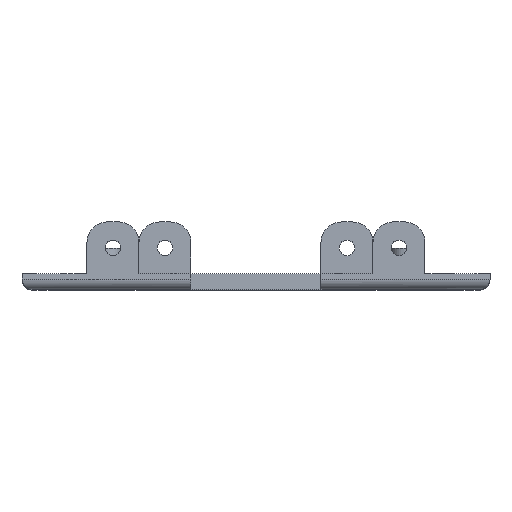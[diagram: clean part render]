
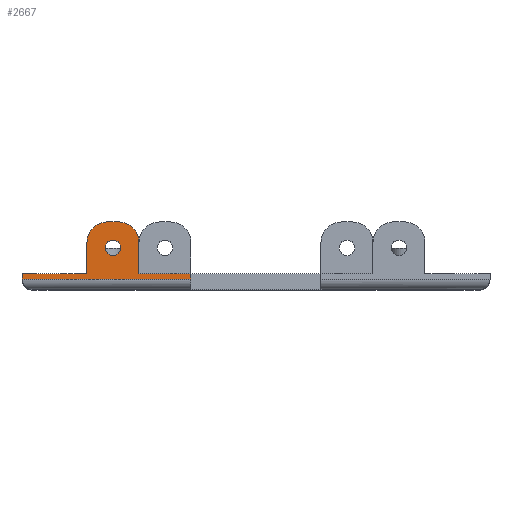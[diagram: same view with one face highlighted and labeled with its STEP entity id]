
A CAD part, top view. The second image highlights one B-rep face of the part: STEP entity #2667.
In plain terms, the highlighted planar face has unit normal (0, 0, 1).
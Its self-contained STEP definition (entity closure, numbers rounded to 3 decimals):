
#94=FACE_BOUND('',#296,.T.);
#146=FACE_OUTER_BOUND('',#295,.T.);
#295=EDGE_LOOP('',(#1801,#1802,#1803,#1804,#1805,#1806,#1807,#1808,#1809,
#1810));
#296=EDGE_LOOP('',(#1811));
#496=CIRCLE('',#2831,4.);
#497=CIRCLE('',#2832,4.);
#498=CIRCLE('',#2833,1.5);
#592=LINE('',#3858,#873);
#593=LINE('',#3860,#874);
#594=LINE('',#3862,#875);
#595=LINE('',#3866,#876);
#596=LINE('',#3870,#877);
#597=LINE('',#3872,#878);
#598=LINE('',#3874,#879);
#599=LINE('',#3875,#880);
#873=VECTOR('',#3081,10.);
#874=VECTOR('',#3082,10.);
#875=VECTOR('',#3083,10.);
#876=VECTOR('',#3086,10.);
#877=VECTOR('',#3089,10.);
#878=VECTOR('',#3090,10.);
#879=VECTOR('',#3091,10.);
#880=VECTOR('',#3092,10.);
#1154=VERTEX_POINT('',#3856);
#1155=VERTEX_POINT('',#3857);
#1156=VERTEX_POINT('',#3859);
#1157=VERTEX_POINT('',#3861);
#1158=VERTEX_POINT('',#3863);
#1159=VERTEX_POINT('',#3865);
#1160=VERTEX_POINT('',#3867);
#1161=VERTEX_POINT('',#3869);
#1162=VERTEX_POINT('',#3871);
#1163=VERTEX_POINT('',#3873);
#1164=VERTEX_POINT('',#3876);
#1410=EDGE_CURVE('',#1154,#1155,#592,.T.);
#1411=EDGE_CURVE('',#1156,#1155,#593,.T.);
#1412=EDGE_CURVE('',#1156,#1157,#594,.T.);
#1413=EDGE_CURVE('',#1158,#1157,#496,.T.);
#1414=EDGE_CURVE('',#1159,#1158,#595,.T.);
#1415=EDGE_CURVE('',#1160,#1159,#497,.T.);
#1416=EDGE_CURVE('',#1161,#1160,#596,.T.);
#1417=EDGE_CURVE('',#1162,#1161,#597,.T.);
#1418=EDGE_CURVE('',#1163,#1162,#598,.T.);
#1419=EDGE_CURVE('',#1154,#1163,#599,.T.);
#1420=EDGE_CURVE('',#1164,#1164,#498,.T.);
#1801=ORIENTED_EDGE('',*,*,#1410,.T.);
#1802=ORIENTED_EDGE('',*,*,#1411,.F.);
#1803=ORIENTED_EDGE('',*,*,#1412,.T.);
#1804=ORIENTED_EDGE('',*,*,#1413,.F.);
#1805=ORIENTED_EDGE('',*,*,#1414,.F.);
#1806=ORIENTED_EDGE('',*,*,#1415,.F.);
#1807=ORIENTED_EDGE('',*,*,#1416,.F.);
#1808=ORIENTED_EDGE('',*,*,#1417,.F.);
#1809=ORIENTED_EDGE('',*,*,#1418,.F.);
#1810=ORIENTED_EDGE('',*,*,#1419,.F.);
#1811=ORIENTED_EDGE('',*,*,#1420,.T.);
#2583=PLANE('',#2830);
#2667=ADVANCED_FACE('',(#146,#94),#2583,.T.);
#2830=AXIS2_PLACEMENT_3D('',#3855,#3079,#3080);
#2831=AXIS2_PLACEMENT_3D('',#3864,#3084,#3085);
#2832=AXIS2_PLACEMENT_3D('',#3868,#3087,#3088);
#2833=AXIS2_PLACEMENT_3D('',#3877,#3093,#3094);
#3079=DIRECTION('center_axis',(0.,0.,1.));
#3080=DIRECTION('ref_axis',(1.,0.,0.));
#3081=DIRECTION('',(0.,1.,0.));
#3082=DIRECTION('',(1.,0.,0.));
#3083=DIRECTION('',(0.,1.,0.));
#3084=DIRECTION('center_axis',(0.,0.,-1.));
#3085=DIRECTION('ref_axis',(0.707,0.707,0.));
#3086=DIRECTION('',(1.,0.,0.));
#3087=DIRECTION('center_axis',(0.,0.,-1.));
#3088=DIRECTION('ref_axis',(-0.707,0.707,0.));
#3089=DIRECTION('',(0.,1.,0.));
#3090=DIRECTION('',(1.,0.,0.));
#3091=DIRECTION('',(0.,1.,0.));
#3092=DIRECTION('',(-1.,0.,0.));
#3093=DIRECTION('center_axis',(0.,0.,-1.));
#3094=DIRECTION('ref_axis',(-1.,0.,0.));
#3855=CARTESIAN_POINT('Origin',(-45.,0.,42.5));
#3856=CARTESIAN_POINT('',(-12.5,2.,42.5));
#3857=CARTESIAN_POINT('',(-12.5,3.,42.5));
#3858=CARTESIAN_POINT('',(-12.5,1.5,42.5));
#3859=CARTESIAN_POINT('',(-22.5,3.,42.5));
#3860=CARTESIAN_POINT('',(45.,3.,42.5));
#3861=CARTESIAN_POINT('',(-22.5,9.,42.5));
#3862=CARTESIAN_POINT('',(-22.5,3.,42.5));
#3863=CARTESIAN_POINT('',(-26.5,13.,42.5));
#3864=CARTESIAN_POINT('Origin',(-26.5,9.,42.5));
#3865=CARTESIAN_POINT('',(-28.5,13.,42.5));
#3866=CARTESIAN_POINT('',(45.,13.,42.5));
#3867=CARTESIAN_POINT('',(-32.5,9.,42.5));
#3868=CARTESIAN_POINT('Origin',(-28.5,9.,42.5));
#3869=CARTESIAN_POINT('',(-32.5,3.,42.5));
#3870=CARTESIAN_POINT('',(-32.5,3.,42.5));
#3871=CARTESIAN_POINT('',(-45.,3.,42.5));
#3872=CARTESIAN_POINT('',(45.,3.,42.5));
#3873=CARTESIAN_POINT('',(-45.,2.,42.5));
#3874=CARTESIAN_POINT('',(-45.,0.,42.5));
#3875=CARTESIAN_POINT('',(-22.5,2.,42.5));
#3876=CARTESIAN_POINT('',(-26.,8.,42.5));
#3877=CARTESIAN_POINT('Origin',(-27.5,8.,42.5));
